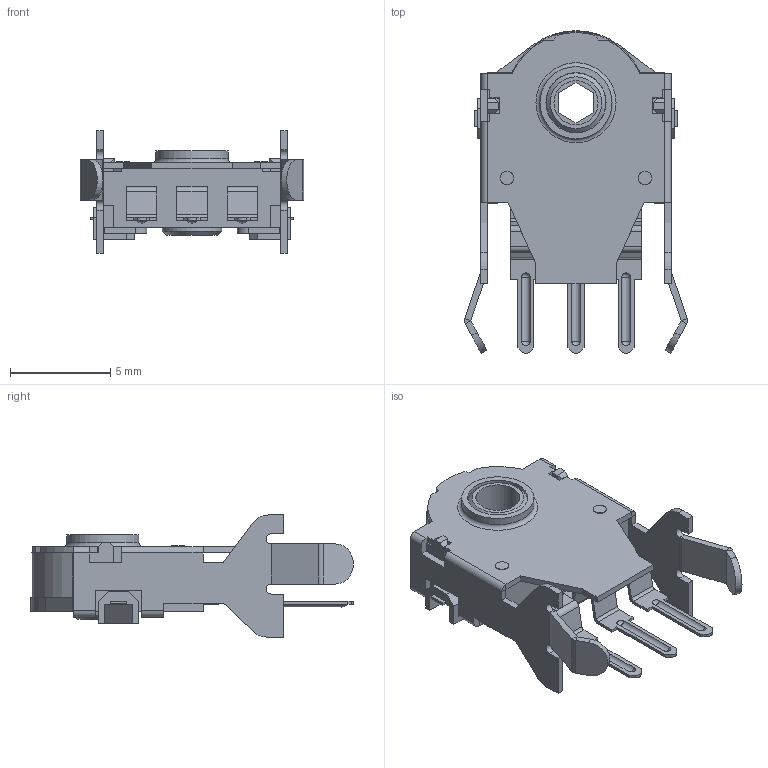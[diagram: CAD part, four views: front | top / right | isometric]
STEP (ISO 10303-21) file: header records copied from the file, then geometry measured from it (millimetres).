
FILE_DESCRIPTION(/* description */ ('PART--DESC'),/* implementation_level */ '2;1');
FILE_NAME(/* name */ 'ec10e1220501.step',/* time_stamp */ '2025-06-01T14:08:18+12:00',/* author */ (''),/* organization */ (''),/* preprocessor_version */ 'ST-DEVELOPER v20.1',/* originating_system */ 'Autodesk Translation Framework v14.10.0.0',/* authorisation */ '');
FILE_SCHEMA (('AUTOMOTIVE_DESIGN { 1 0 10303 214 3 1 1 }'));
Length unit declared in the file: millimetre
Products named in the file (1): ec10e1220501
Bounding box: 11.14 x 16.1 x 6.1 mm (x, y, z)
Volume: 249.1 mm3; surface area: 567.6 mm2
Topology: 1 solids, 1 shells, 379 faces, 1007 edges, 642 vertices
Faces by surface type: plane 288, cylinder 74, sphere 12, cone 4, torus 1
Full cylindrical faces by diameter (mm): 2.2 x1, 2.96 x1, 3 x1, 3.6 x1
Entity records: 12027 total; most frequent: CARTESIAN_POINT 2029, ORIENTED_EDGE 2014, DIRECTION 1938, EDGE_CURVE 1007, LINE 836, VECTOR 836, VERTEX_POINT 642, AXIS2_PLACEMENT_3D 551
